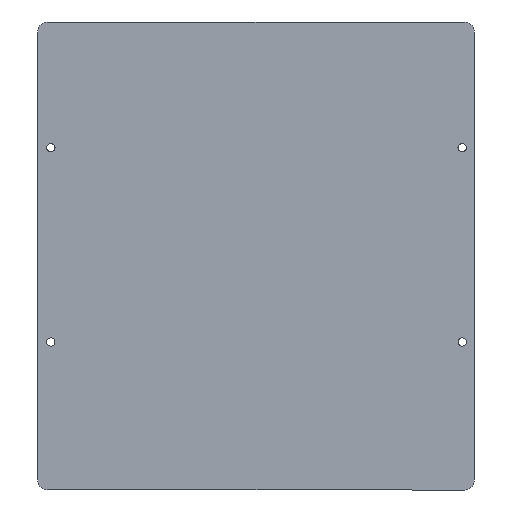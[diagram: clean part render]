
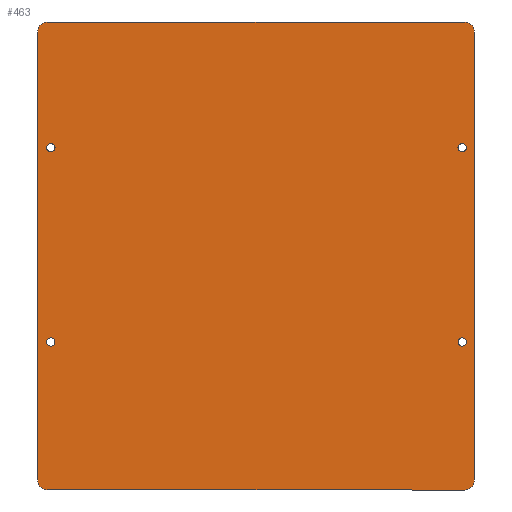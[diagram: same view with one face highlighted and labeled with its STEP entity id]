
A CAD part, front view. The second image highlights one B-rep face of the part: STEP entity #463.
In plain terms, the highlighted planar face has unit normal (0, -1, 0).
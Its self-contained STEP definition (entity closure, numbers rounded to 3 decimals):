
#4 = DIRECTION ( 'NONE',  ( 0., 0., 1. ) ) ;
#8 = VERTEX_POINT ( 'NONE', #453 ) ;
#13 = CARTESIAN_POINT ( 'NONE',  ( 164.847, 0., -167.123 ) ) ;
#14 = VERTEX_POINT ( 'NONE', #135 ) ;
#20 = DIRECTION ( 'NONE',  ( 0., 0., 1. ) ) ;
#24 = CIRCLE ( 'NONE', #199, 2.025 ) ;
#29 = FACE_BOUND ( 'NONE', #190, .T. ) ;
#35 = EDGE_CURVE ( 'NONE', #55, #441, #332, .T. ) ;
#38 = DIRECTION ( 'NONE',  ( 0., 0., 1. ) ) ;
#48 = DIRECTION ( 'NONE',  ( 0., -1., 0. ) ) ;
#51 = DIRECTION ( 'NONE',  ( -1., 0., 0. ) ) ;
#54 = CARTESIAN_POINT ( 'NONE',  ( 158.847, 0., -4.098 ) ) ;
#55 = VERTEX_POINT ( 'NONE', #468 ) ;
#59 = DIRECTION ( 'NONE',  ( 0., 0., 1. ) ) ;
#61 = DIRECTION ( 'NONE',  ( 0., 1., 0. ) ) ;
#63 = ORIENTED_EDGE ( 'NONE', *, *, #173, .T. ) ;
#64 = DIRECTION ( 'NONE',  ( 0., 1., 0. ) ) ;
#78 = CIRCLE ( 'NONE', #605, 5. ) ;
#87 = FACE_BOUND ( 'NONE', #122, .T. ) ;
#93 = VERTEX_POINT ( 'NONE', #161 ) ;
#102 = AXIS2_PLACEMENT_3D ( 'NONE', #469, #111, #59 ) ;
#106 = ORIENTED_EDGE ( 'NONE', *, *, #292, .T. ) ;
#107 = EDGE_CURVE ( 'NONE', #247, #8, #308, .T. ) ;
#110 = DIRECTION ( 'NONE',  ( 0., 0., 1. ) ) ;
#111 = DIRECTION ( 'NONE',  ( 0., 1., 0. ) ) ;
#116 = CARTESIAN_POINT ( 'NONE',  ( -47.153, 0., -172.123 ) ) ;
#118 = EDGE_CURVE ( 'NONE', #55, #661, #425, .T. ) ;
#119 = ORIENTED_EDGE ( 'NONE', *, *, #613, .T. ) ;
#122 = EDGE_LOOP ( 'NONE', ( #489, #364 ) ) ;
#125 = CARTESIAN_POINT ( 'NONE',  ( 158.847, 0., -98.323 ) ) ;
#126 = EDGE_LOOP ( 'NONE', ( #423, #628 ) ) ;
#128 = EDGE_CURVE ( 'NONE', #339, #93, #255, .T. ) ;
#130 = ORIENTED_EDGE ( 'NONE', *, *, #35, .T. ) ;
#135 = CARTESIAN_POINT ( 'NONE',  ( 164.847, 0., 49.877 ) ) ;
#138 = DIRECTION ( 'NONE',  ( 0., 1., 0. ) ) ;
#149 = ORIENTED_EDGE ( 'NONE', *, *, #522, .F. ) ;
#152 = EDGE_CURVE ( 'NONE', #339, #319, #344, .T. ) ;
#154 = CIRCLE ( 'NONE', #526, 2. ) ;
#161 = CARTESIAN_POINT ( 'NONE',  ( -42.153, 0., -172.123 ) ) ;
#165 = DIRECTION ( 'NONE',  ( 0., 0., 1. ) ) ;
#166 = ORIENTED_EDGE ( 'NONE', *, *, #118, .F. ) ;
#169 = VERTEX_POINT ( 'NONE', #362 ) ;
#173 = EDGE_CURVE ( 'NONE', #14, #661, #78, .T. ) ;
#180 = VERTEX_POINT ( 'NONE', #54 ) ;
#182 = CARTESIAN_POINT ( 'NONE',  ( -40.653, 0., -100.323 ) ) ;
#185 = AXIS2_PLACEMENT_3D ( 'NONE', #575, #64, #20 ) ;
#188 = CARTESIAN_POINT ( 'NONE',  ( -40.653, 0., -4.098 ) ) ;
#190 = EDGE_LOOP ( 'NONE', ( #270, #485 ) ) ;
#192 = CARTESIAN_POINT ( 'NONE',  ( 0., 0., 0. ) ) ;
#199 = AXIS2_PLACEMENT_3D ( 'NONE', #330, #382, #638 ) ;
#200 = CIRCLE ( 'NONE', #302, 5. ) ;
#203 = EDGE_CURVE ( 'NONE', #180, #268, #633, .T. ) ;
#207 = CARTESIAN_POINT ( 'NONE',  ( 164.847, 0., -172.123 ) ) ;
#220 = AXIS2_PLACEMENT_3D ( 'NONE', #433, #61, #224 ) ;
#223 = VERTEX_POINT ( 'NONE', #125 ) ;
#224 = DIRECTION ( 'NONE',  ( 0., 0., 1. ) ) ;
#234 = FACE_BOUND ( 'NONE', #259, .T. ) ;
#235 = ORIENTED_EDGE ( 'NONE', *, *, #128, .F. ) ;
#241 = CARTESIAN_POINT ( 'NONE',  ( -42.153, 0., 49.877 ) ) ;
#247 = VERTEX_POINT ( 'NONE', #392 ) ;
#255 = LINE ( 'NONE', #207, #667 ) ;
#259 = EDGE_LOOP ( 'NONE', ( #570, #106 ) ) ;
#266 = CARTESIAN_POINT ( 'NONE',  ( 158.847, 0., -100.323 ) ) ;
#268 = VERTEX_POINT ( 'NONE', #440 ) ;
#270 = ORIENTED_EDGE ( 'NONE', *, *, #471, .T. ) ;
#273 = CARTESIAN_POINT ( 'NONE',  ( -40.653, 0., -6.123 ) ) ;
#274 = AXIS2_PLACEMENT_3D ( 'NONE', #273, #368, #466 ) ;
#277 = VERTEX_POINT ( 'NONE', #534 ) ;
#292 = EDGE_CURVE ( 'NONE', #532, #223, #154, .T. ) ;
#295 = EDGE_LOOP ( 'NONE', ( #549, #119, #235, #606, #149, #63, #166, #130 ) ) ;
#296 = DIRECTION ( 'NONE',  ( 0., 0., 1. ) ) ;
#302 = AXIS2_PLACEMENT_3D ( 'NONE', #325, #632, #477 ) ;
#308 = CIRCLE ( 'NONE', #102, 2. ) ;
#311 = EDGE_CURVE ( 'NONE', #446, #277, #24, .T. ) ;
#316 = CARTESIAN_POINT ( 'NONE',  ( 159.847, 0., 54.877 ) ) ;
#318 = AXIS2_PLACEMENT_3D ( 'NONE', #241, #505, #38 ) ;
#319 = VERTEX_POINT ( 'NONE', #13 ) ;
#320 = CIRCLE ( 'NONE', #607, 2. ) ;
#325 = CARTESIAN_POINT ( 'NONE',  ( -42.153, 0., -167.123 ) ) ;
#330 = CARTESIAN_POINT ( 'NONE',  ( -40.653, 0., -6.123 ) ) ;
#332 = CIRCLE ( 'NONE', #318, 5. ) ;
#339 = VERTEX_POINT ( 'NONE', #438 ) ;
#344 = CIRCLE ( 'NONE', #506, 5. ) ;
#362 = CARTESIAN_POINT ( 'NONE',  ( -47.153, 0., -167.123 ) ) ;
#364 = ORIENTED_EDGE ( 'NONE', *, *, #578, .T. ) ;
#365 = CARTESIAN_POINT ( 'NONE',  ( 159.847, 0., 49.877 ) ) ;
#366 = DIRECTION ( 'NONE',  ( 0., 0., -1. ) ) ;
#368 = DIRECTION ( 'NONE',  ( 0., 1., 0. ) ) ;
#370 = DIRECTION ( 'NONE',  ( 1., 0., 0. ) ) ;
#382 = DIRECTION ( 'NONE',  ( 0., 1., 0. ) ) ;
#392 = CARTESIAN_POINT ( 'NONE',  ( -40.653, 0., -102.323 ) ) ;
#410 = AXIS2_PLACEMENT_3D ( 'NONE', #266, #427, #110 ) ;
#418 = CARTESIAN_POINT ( 'NONE',  ( -47.153, 0., 54.877 ) ) ;
#423 = ORIENTED_EDGE ( 'NONE', *, *, #203, .T. ) ;
#424 = CARTESIAN_POINT ( 'NONE',  ( 164.847, 0., -172.123 ) ) ;
#425 = LINE ( 'NONE', #418, #464 ) ;
#427 = DIRECTION ( 'NONE',  ( 0., 1., 0. ) ) ;
#433 = CARTESIAN_POINT ( 'NONE',  ( 158.847, 0., -6.123 ) ) ;
#438 = CARTESIAN_POINT ( 'NONE',  ( 159.847, 0., -172.123 ) ) ;
#440 = CARTESIAN_POINT ( 'NONE',  ( 158.847, 0., -8.148 ) ) ;
#441 = VERTEX_POINT ( 'NONE', #456 ) ;
#446 = VERTEX_POINT ( 'NONE', #188 ) ;
#448 = FACE_OUTER_BOUND ( 'NONE', #295, .T. ) ;
#453 = CARTESIAN_POINT ( 'NONE',  ( -40.653, 0., -98.323 ) ) ;
#456 = CARTESIAN_POINT ( 'NONE',  ( -47.153, 0., 49.877 ) ) ;
#463 = ADVANCED_FACE ( 'NONE', ( #234, #87, #659, #29, #448 ), #651, .F. ) ;
#464 = VECTOR ( 'NONE', #370, 1000. ) ;
#466 = DIRECTION ( 'NONE',  ( 0., 0., 1. ) ) ;
#468 = CARTESIAN_POINT ( 'NONE',  ( -42.153, 0., 54.877 ) ) ;
#469 = CARTESIAN_POINT ( 'NONE',  ( -40.653, 0., -100.323 ) ) ;
#471 = EDGE_CURVE ( 'NONE', #8, #247, #320, .T. ) ;
#473 = CIRCLE ( 'NONE', #274, 2.025 ) ;
#477 = DIRECTION ( 'NONE',  ( 0., 0., 1. ) ) ;
#479 = DIRECTION ( 'NONE',  ( 0., 0., 1. ) ) ;
#485 = ORIENTED_EDGE ( 'NONE', *, *, #107, .T. ) ;
#489 = ORIENTED_EDGE ( 'NONE', *, *, #311, .T. ) ;
#493 = AXIS2_PLACEMENT_3D ( 'NONE', #192, #509, #296 ) ;
#505 = DIRECTION ( 'NONE',  ( 0., -1., 0. ) ) ;
#506 = AXIS2_PLACEMENT_3D ( 'NONE', #625, #48, #4 ) ;
#509 = DIRECTION ( 'NONE',  ( 0., 1., 0. ) ) ;
#518 = EDGE_CURVE ( 'NONE', #169, #441, #636, .T. ) ;
#522 = EDGE_CURVE ( 'NONE', #14, #319, #629, .T. ) ;
#523 = DIRECTION ( 'NONE',  ( 0., 0., 1. ) ) ;
#526 = AXIS2_PLACEMENT_3D ( 'NONE', #545, #645, #165 ) ;
#532 = VERTEX_POINT ( 'NONE', #619 ) ;
#534 = CARTESIAN_POINT ( 'NONE',  ( -40.653, 0., -8.148 ) ) ;
#545 = CARTESIAN_POINT ( 'NONE',  ( 158.847, 0., -100.323 ) ) ;
#549 = ORIENTED_EDGE ( 'NONE', *, *, #518, .F. ) ;
#551 = VECTOR ( 'NONE', #366, 1000. ) ;
#570 = ORIENTED_EDGE ( 'NONE', *, *, #660, .T. ) ;
#575 = CARTESIAN_POINT ( 'NONE',  ( 158.847, 0., -6.123 ) ) ;
#578 = EDGE_CURVE ( 'NONE', #277, #446, #473, .T. ) ;
#581 = VECTOR ( 'NONE', #479, 1000. ) ;
#595 = CIRCLE ( 'NONE', #220, 2.025 ) ;
#605 = AXIS2_PLACEMENT_3D ( 'NONE', #365, #620, #523 ) ;
#606 = ORIENTED_EDGE ( 'NONE', *, *, #152, .T. ) ;
#607 = AXIS2_PLACEMENT_3D ( 'NONE', #182, #138, #611 ) ;
#611 = DIRECTION ( 'NONE',  ( 0., 0., 1. ) ) ;
#613 = EDGE_CURVE ( 'NONE', #169, #93, #200, .T. ) ;
#619 = CARTESIAN_POINT ( 'NONE',  ( 158.847, 0., -102.323 ) ) ;
#620 = DIRECTION ( 'NONE',  ( 0., -1., 0. ) ) ;
#624 = CIRCLE ( 'NONE', #410, 2. ) ;
#625 = CARTESIAN_POINT ( 'NONE',  ( 159.847, 0., -167.123 ) ) ;
#628 = ORIENTED_EDGE ( 'NONE', *, *, #637, .T. ) ;
#629 = LINE ( 'NONE', #424, #551 ) ;
#632 = DIRECTION ( 'NONE',  ( 0., -1., 0. ) ) ;
#633 = CIRCLE ( 'NONE', #185, 2.025 ) ;
#636 = LINE ( 'NONE', #116, #581 ) ;
#637 = EDGE_CURVE ( 'NONE', #268, #180, #595, .T. ) ;
#638 = DIRECTION ( 'NONE',  ( 0., 0., 1. ) ) ;
#645 = DIRECTION ( 'NONE',  ( 0., 1., 0. ) ) ;
#651 = PLANE ( 'NONE',  #493 ) ;
#659 = FACE_BOUND ( 'NONE', #126, .T. ) ;
#660 = EDGE_CURVE ( 'NONE', #223, #532, #624, .T. ) ;
#661 = VERTEX_POINT ( 'NONE', #316 ) ;
#667 = VECTOR ( 'NONE', #51, 1000. ) ;
